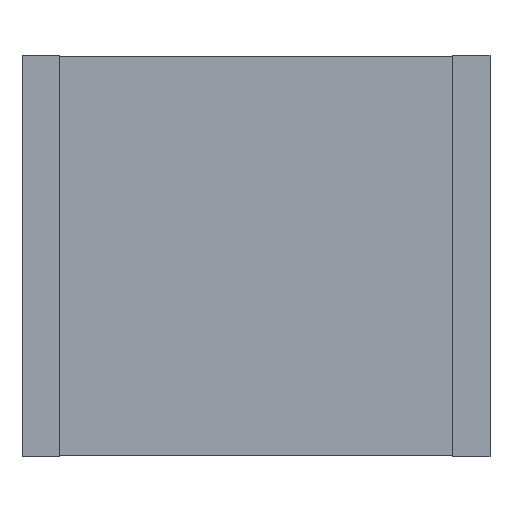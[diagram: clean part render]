
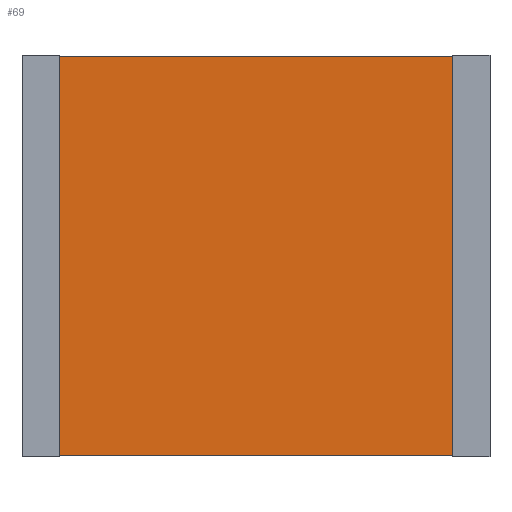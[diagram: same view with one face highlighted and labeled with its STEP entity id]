
A CAD part, front view. The second image highlights one B-rep face of the part: STEP entity #69.
In plain terms, the highlighted planar face has unit normal (0, -1, 0).
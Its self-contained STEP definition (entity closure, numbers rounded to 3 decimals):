
#28 = VERTEX_POINT ( 'NONE', #1387 ) ;
#63 = DIRECTION ( 'NONE',  ( -1., 0., 0. ) ) ;
#69 = ADVANCED_FACE ( 'NONE', ( #644 ), #1968, .T. ) ;
#70 = DIRECTION ( 'NONE',  ( 0., 0., 1. ) ) ;
#197 = CARTESIAN_POINT ( 'NONE',  ( 5.79, 0., 0. ) ) ;
#201 = DIRECTION ( 'NONE',  ( 0., 0., -1. ) ) ;
#269 = ORIENTED_EDGE ( 'NONE', *, *, #391, .T. ) ;
#300 = CARTESIAN_POINT ( 'NONE',  ( 5.79, 0., 0. ) ) ;
#318 = CARTESIAN_POINT ( 'NONE',  ( 0., 0., 0. ) ) ;
#391 = EDGE_CURVE ( 'NONE', #478, #1442, #399, .T. ) ;
#393 = AXIS2_PLACEMENT_3D ( 'NONE', #1264, #1657, #707 ) ;
#394 = CARTESIAN_POINT ( 'NONE',  ( 0.49, 0., 0. ) ) ;
#399 = LINE ( 'NONE', #300, #520 ) ;
#408 = VERTEX_POINT ( 'NONE', #2401 ) ;
#478 = VERTEX_POINT ( 'NONE', #1258 ) ;
#520 = VECTOR ( 'NONE', #70, 1000. ) ;
#644 = FACE_OUTER_BOUND ( 'NONE', #755, .T. ) ;
#679 = LINE ( 'NONE', #2020, #1541 ) ;
#699 = LINE ( 'NONE', #318, #1701 ) ;
#707 = DIRECTION ( 'NONE',  ( 0., 0., -1. ) ) ;
#717 = EDGE_CURVE ( 'NONE', #28, #408, #2125, .T. ) ;
#755 = EDGE_LOOP ( 'NONE', ( #2388, #269, #1354, #1059 ) ) ;
#1059 = ORIENTED_EDGE ( 'NONE', *, *, #717, .T. ) ;
#1104 = DIRECTION ( 'NONE',  ( 1., 0., 0. ) ) ;
#1258 = CARTESIAN_POINT ( 'NONE',  ( 5.79, 0., -5.38 ) ) ;
#1264 = CARTESIAN_POINT ( 'NONE',  ( 0., 0., 0. ) ) ;
#1354 = ORIENTED_EDGE ( 'NONE', *, *, #2270, .F. ) ;
#1387 = CARTESIAN_POINT ( 'NONE',  ( 0.49, 0., 0. ) ) ;
#1442 = VERTEX_POINT ( 'NONE', #197 ) ;
#1541 = VECTOR ( 'NONE', #63, 1000. ) ;
#1657 = DIRECTION ( 'NONE',  ( 0., -1., 0. ) ) ;
#1701 = VECTOR ( 'NONE', #1104, 1000. ) ;
#1968 = PLANE ( 'NONE',  #393 ) ;
#2020 = CARTESIAN_POINT ( 'NONE',  ( 0., 0., -5.38 ) ) ;
#2125 = LINE ( 'NONE', #394, #2256 ) ;
#2256 = VECTOR ( 'NONE', #201, 1000. ) ;
#2270 = EDGE_CURVE ( 'NONE', #28, #1442, #699, .T. ) ;
#2388 = ORIENTED_EDGE ( 'NONE', *, *, #2425, .F. ) ;
#2401 = CARTESIAN_POINT ( 'NONE',  ( 0.49, 0., -5.38 ) ) ;
#2425 = EDGE_CURVE ( 'NONE', #478, #408, #679, .T. ) ;
